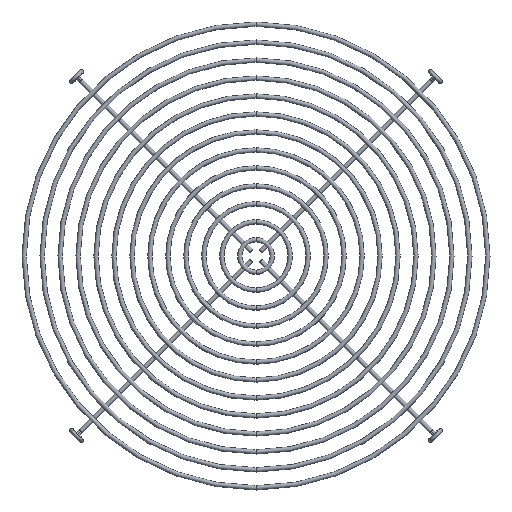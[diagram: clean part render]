
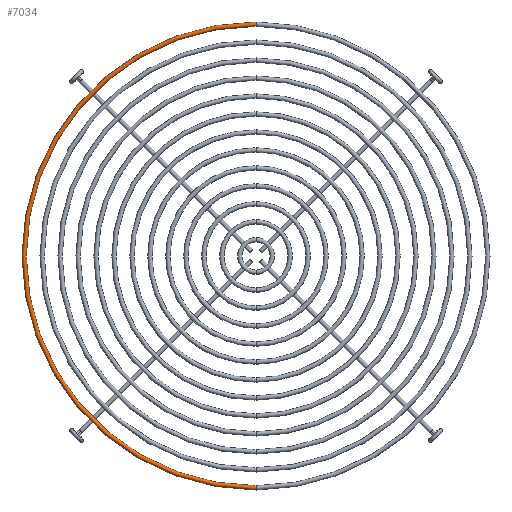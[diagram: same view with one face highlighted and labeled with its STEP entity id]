
A CAD part, front view. The second image highlights one B-rep face of the part: STEP entity #7034.
In plain terms, the highlighted toroidal (fillet/blend) face has major radius 129 mm and minor radius 1.2 mm.
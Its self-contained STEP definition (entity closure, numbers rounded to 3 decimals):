
#30 = FACE_OUTER_BOUND ( 'NONE', #2527, .T. ) ;
#785 = DIRECTION ( 'NONE',  ( -1., 0., 0. ) ) ;
#916 = DIRECTION ( 'NONE',  ( 0., 0., -1. ) ) ;
#988 = CARTESIAN_POINT ( 'NONE',  ( 0., -1.2, -130.2 ) ) ;
#1251 = DIRECTION ( 'NONE',  ( 0., -1., 0. ) ) ;
#1345 = CARTESIAN_POINT ( 'NONE',  ( 0., -1.2, 0. ) ) ;
#1653 = EDGE_CURVE ( 'NONE', #6118, #6100, #6450, .T. ) ;
#1881 = DIRECTION ( 'NONE',  ( 0., -1., 0. ) ) ;
#2353 = CARTESIAN_POINT ( 'NONE',  ( 0., -1.2, 0. ) ) ;
#2378 = CARTESIAN_POINT ( 'NONE',  ( 0., -1.2, -127.8 ) ) ;
#2400 = CARTESIAN_POINT ( 'NONE',  ( 0., -1.2, 127.8 ) ) ;
#2463 = CARTESIAN_POINT ( 'NONE',  ( 0., -1.2, 129. ) ) ;
#2527 = EDGE_LOOP ( 'NONE', ( #3714, #4309, #3129, #3461 ) ) ;
#2661 = EDGE_CURVE ( 'NONE', #5849, #4055, #2906, .T. ) ;
#2735 = TOROIDAL_SURFACE ( 'NONE', #5437, 129., 1.2 ) ;
#2906 = CIRCLE ( 'NONE', #3987, 130.2 ) ;
#3066 = CARTESIAN_POINT ( 'NONE',  ( 0., -1.2, 0. ) ) ;
#3129 = ORIENTED_EDGE ( 'NONE', *, *, #4886, .T. ) ;
#3367 = CIRCLE ( 'NONE', #5351, 1.2 ) ;
#3461 = ORIENTED_EDGE ( 'NONE', *, *, #1653, .F. ) ;
#3714 = ORIENTED_EDGE ( 'NONE', *, *, #5486, .F. ) ;
#3987 = AXIS2_PLACEMENT_3D ( 'NONE', #1345, #1881, #4146 ) ;
#4040 = CARTESIAN_POINT ( 'NONE',  ( 0., -1.2, -129. ) ) ;
#4055 = VERTEX_POINT ( 'NONE', #988 ) ;
#4075 = AXIS2_PLACEMENT_3D ( 'NONE', #2353, #1251, #5045 ) ;
#4146 = DIRECTION ( 'NONE',  ( 0., 0., -1. ) ) ;
#4309 = ORIENTED_EDGE ( 'NONE', *, *, #2661, .T. ) ;
#4639 = CIRCLE ( 'NONE', #6453, 1.2 ) ;
#4803 = CARTESIAN_POINT ( 'NONE',  ( 0., -1.2, 130.2 ) ) ;
#4886 = EDGE_CURVE ( 'NONE', #4055, #6100, #4639, .T. ) ;
#5045 = DIRECTION ( 'NONE',  ( 0., 0., -1. ) ) ;
#5351 = AXIS2_PLACEMENT_3D ( 'NONE', #2463, #7010, #5911 ) ;
#5437 = AXIS2_PLACEMENT_3D ( 'NONE', #3066, #5764, #916 ) ;
#5486 = EDGE_CURVE ( 'NONE', #5849, #6118, #3367, .T. ) ;
#5699 = DIRECTION ( 'NONE',  ( 0., 0., 1. ) ) ;
#5764 = DIRECTION ( 'NONE',  ( 0., -1., 0. ) ) ;
#5849 = VERTEX_POINT ( 'NONE', #4803 ) ;
#5911 = DIRECTION ( 'NONE',  ( 0., 0., -1. ) ) ;
#6100 = VERTEX_POINT ( 'NONE', #2378 ) ;
#6118 = VERTEX_POINT ( 'NONE', #2400 ) ;
#6450 = CIRCLE ( 'NONE', #4075, 127.8 ) ;
#6453 = AXIS2_PLACEMENT_3D ( 'NONE', #4040, #785, #5699 ) ;
#7010 = DIRECTION ( 'NONE',  ( 1., 0., 0. ) ) ;
#7034 = ADVANCED_FACE ( 'NONE', ( #30 ), #2735, .T. ) ;
